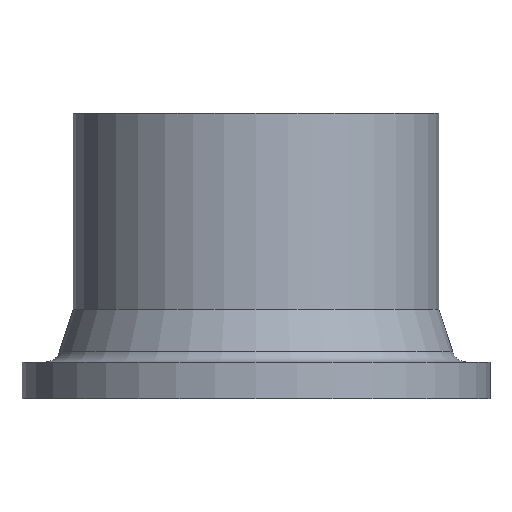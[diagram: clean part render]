
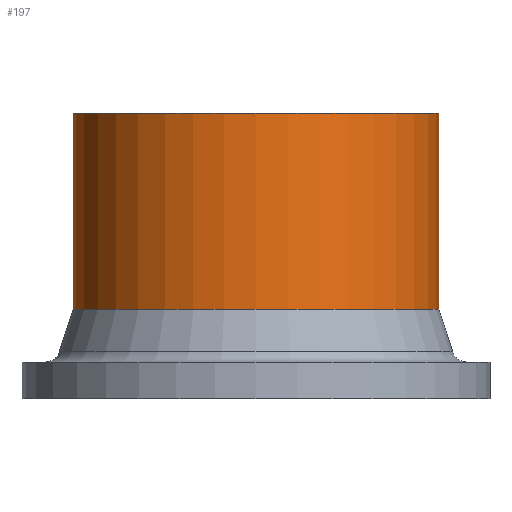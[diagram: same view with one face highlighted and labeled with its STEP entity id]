
A CAD part, front view. The second image highlights one B-rep face of the part: STEP entity #197.
In plain terms, the highlighted cylindrical face has radius 125 mm (diameter 250 mm), a partial arc.
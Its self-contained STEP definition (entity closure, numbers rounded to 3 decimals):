
#5 = CIRCLE ( 'NONE', #20, 125. ) ;
#20 = AXIS2_PLACEMENT_3D ( 'NONE', #128, #58, #137 ) ;
#44 = LINE ( 'NONE', #117, #256 ) ;
#50 = CYLINDRICAL_SURFACE ( 'NONE', #368, 125. ) ;
#58 = DIRECTION ( 'NONE',  ( 0., 0., -1. ) ) ;
#67 = CARTESIAN_POINT ( 'NONE',  ( 125., 0., 195. ) ) ;
#82 = CARTESIAN_POINT ( 'NONE',  ( 0., 0., 195. ) ) ;
#94 = EDGE_CURVE ( 'NONE', #353, #390, #44, .T. ) ;
#96 = CARTESIAN_POINT ( 'NONE',  ( -125., 0., 195. ) ) ;
#117 = CARTESIAN_POINT ( 'NONE',  ( -125., 0., 0. ) ) ;
#120 = DIRECTION ( 'NONE',  ( -1., 0., 0. ) ) ;
#121 = EDGE_LOOP ( 'NONE', ( #298, #303, #265, #222 ) ) ;
#125 = CIRCLE ( 'NONE', #407, 125. ) ;
#128 = CARTESIAN_POINT ( 'NONE',  ( 0., 0., 61. ) ) ;
#137 = DIRECTION ( 'NONE',  ( -1., 0., 0. ) ) ;
#149 = EDGE_CURVE ( 'NONE', #432, #353, #125, .T. ) ;
#180 = CARTESIAN_POINT ( 'NONE',  ( -125., 0., 61. ) ) ;
#186 = DIRECTION ( 'NONE',  ( -1., 0., 0. ) ) ;
#192 = DIRECTION ( 'NONE',  ( 0., 0., -1. ) ) ;
#195 = DIRECTION ( 'NONE',  ( 0., 0., -1. ) ) ;
#197 = ADVANCED_FACE ( 'NONE', ( #421 ), #50, .T. ) ;
#201 = CARTESIAN_POINT ( 'NONE',  ( 125., 0., 61. ) ) ;
#222 = ORIENTED_EDGE ( 'NONE', *, *, #362, .F. ) ;
#256 = VECTOR ( 'NONE', #192, 1000. ) ;
#259 = CARTESIAN_POINT ( 'NONE',  ( 0., 0., 0. ) ) ;
#265 = ORIENTED_EDGE ( 'NONE', *, *, #94, .T. ) ;
#269 = VECTOR ( 'NONE', #410, 1000. ) ;
#288 = LINE ( 'NONE', #331, #269 ) ;
#298 = ORIENTED_EDGE ( 'NONE', *, *, #396, .F. ) ;
#303 = ORIENTED_EDGE ( 'NONE', *, *, #149, .T. ) ;
#316 = VERTEX_POINT ( 'NONE', #201 ) ;
#331 = CARTESIAN_POINT ( 'NONE',  ( 125., 0., 0. ) ) ;
#338 = DIRECTION ( 'NONE',  ( 0., 0., -1. ) ) ;
#353 = VERTEX_POINT ( 'NONE', #96 ) ;
#362 = EDGE_CURVE ( 'NONE', #316, #390, #5, .T. ) ;
#368 = AXIS2_PLACEMENT_3D ( 'NONE', #259, #195, #120 ) ;
#390 = VERTEX_POINT ( 'NONE', #180 ) ;
#396 = EDGE_CURVE ( 'NONE', #432, #316, #288, .T. ) ;
#407 = AXIS2_PLACEMENT_3D ( 'NONE', #82, #338, #186 ) ;
#410 = DIRECTION ( 'NONE',  ( 0., 0., -1. ) ) ;
#421 = FACE_OUTER_BOUND ( 'NONE', #121, .T. ) ;
#432 = VERTEX_POINT ( 'NONE', #67 ) ;
